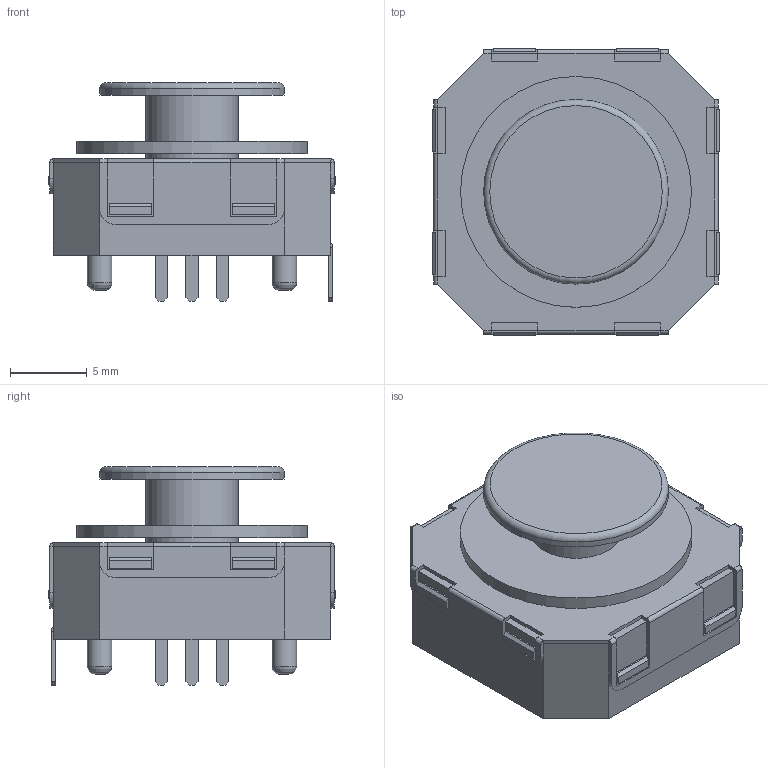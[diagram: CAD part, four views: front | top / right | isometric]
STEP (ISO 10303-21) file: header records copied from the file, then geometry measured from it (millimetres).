
FILE_DESCRIPTION(('FreeCAD Model'),'2;1');
FILE_NAME('JOYSTICK_MINI.step','2020-10-26T16:21:24',( 'kicad StepUp'),('ksu MCAD'),'Open CASCADE STEP processor 7.4', 'FreeCAD','Unknown');
FILE_SCHEMA(('AUTOMOTIVE_DESIGN { 1 0 10303 214 1 1 1 1 }'));
Length unit declared in the file: millimetre
Products named in the file (1): JOYSTICK_MINI
Bounding box: 18.6 x 18.6 x 14.2 mm (x, y, z)
Volume: 2260.5 mm3; surface area: 1742.8 mm2
Topology: 1 solids, 1 shells, 239 faces, 607 edges, 385 vertices
Faces by surface type: plane 203, cylinder 33, revolution 2, torus 1
Full cylindrical faces by diameter (mm): 1.6 x2, 6 x2, 10 x1, 12 x1, 15 x1
Entity records: 8137 total; most frequent: CARTESIAN_POINT 1246, ORIENTED_EDGE 1214, DIRECTION 1157, EDGE_CURVE 607, LINE 535, VECTOR 535, VERTEX_POINT 385, AXIS2_PLACEMENT_3D 310
